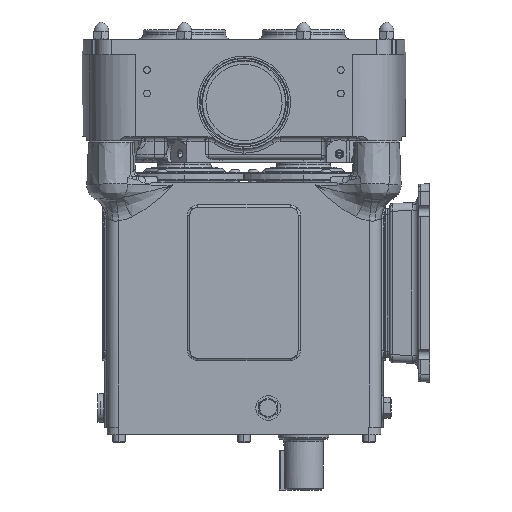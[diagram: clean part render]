
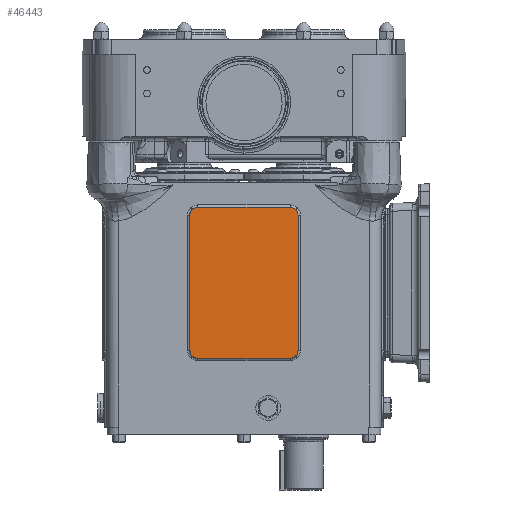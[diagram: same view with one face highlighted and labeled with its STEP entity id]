
A CAD part, left-side view. The second image highlights one B-rep face of the part: STEP entity #46443.
In plain terms, the highlighted planar face has unit normal (-1, 0, 0).
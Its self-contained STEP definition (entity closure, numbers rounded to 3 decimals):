
#420 = ORIENTED_EDGE ( 'NONE', *, *, #39437, .T. ) ;
#1345 = CARTESIAN_POINT ( 'NONE',  ( -98., -59.181, -327.492 ) ) ;
#3136 = VERTEX_POINT ( 'NONE', #60144 ) ;
#4281 = VERTEX_POINT ( 'NONE', #40169 ) ;
#5397 = VERTEX_POINT ( 'NONE', #48988 ) ;
#6163 = VERTEX_POINT ( 'NONE', #12517 ) ;
#7156 = EDGE_LOOP ( 'NONE', ( #53928, #21178, #40564, #48985, #420, #8341, #50326, #23787 ) ) ;
#7884 = LINE ( 'NONE', #32658, #60843 ) ;
#8132 = DIRECTION ( 'NONE',  ( 0., 0., -1. ) ) ;
#8341 = ORIENTED_EDGE ( 'NONE', *, *, #61278, .F. ) ;
#8575 = CARTESIAN_POINT ( 'NONE',  ( -98., 69., -134.143 ) ) ;
#8885 = VECTOR ( 'NONE', #18478, 1000. ) ;
#11936 = CARTESIAN_POINT ( 'NONE',  ( -98., -69.175, -317.498 ) ) ;
#12517 = CARTESIAN_POINT ( 'NONE',  ( -98., 59.181, -134.143 ) ) ;
#12640 = CARTESIAN_POINT ( 'NONE',  ( -98., 69.175, -317.498 ) ) ;
#15635 = CARTESIAN_POINT ( 'NONE',  ( -98., 69.175, -317.498 ) ) ;
#15938 = CARTESIAN_POINT ( 'NONE',  ( -98., -69.175, -323.354 ) ) ;
#16125 = CARTESIAN_POINT ( 'NONE',  ( -98., 59.181, -134.143 ) ) ;
#18478 = DIRECTION ( 'NONE',  ( 0., -1., 0. ) ) ;
#20065 = CARTESIAN_POINT ( 'NONE',  ( -98., -69.175, -317.498 ) ) ;
#20295 = CARTESIAN_POINT ( 'NONE',  ( -98., -65.036, -327.492 ) ) ;
#20662 = EDGE_CURVE ( 'NONE', #29189, #51804, #46386, .T. ) ;
#20861 = CARTESIAN_POINT ( 'NONE',  ( -98., 69.175, -144.137 ) ) ;
#21178 = ORIENTED_EDGE ( 'NONE', *, *, #20662, .F. ) ;
#22177 = DIRECTION ( 'NONE',  ( 0., 1., 0. ) ) ;
#23787 = ORIENTED_EDGE ( 'NONE', *, *, #35499, .F. ) ;
#25804 = LINE ( 'NONE', #35748, #33655 ) ;
#27245 = FACE_OUTER_BOUND ( 'NONE', #7156, .T. ) ;
#29189 = VERTEX_POINT ( 'NONE', #12640 ) ;
#30521 = CARTESIAN_POINT ( 'NONE',  ( -98., -69.175, -138.281 ) ) ;
#30985 = CARTESIAN_POINT ( 'NONE',  ( -98., 90., -415.5 ) ) ;
#31323 = CARTESIAN_POINT ( 'NONE',  ( -98., 69.175, -144.137 ) ) ;
#31455 = CARTESIAN_POINT ( 'NONE',  ( -98., -65.036, -134.143 ) ) ;
#32298 = EDGE_CURVE ( 'NONE', #29189, #5397, #60245, .T. ) ;
#32428 = EDGE_CURVE ( 'NONE', #3136, #5397, #7884, .T. ) ;
#32520 =( BOUNDED_CURVE ( )  B_SPLINE_CURVE ( 3, ( #16125, #35041, #53918, #31323 ),
 .UNSPECIFIED., .F., .F. ) 
 B_SPLINE_CURVE_WITH_KNOTS ( ( 4, 4 ),
 ( 5.498, 7.068 ),
 .UNSPECIFIED. ) 
 CURVE ( )  GEOMETRIC_REPRESENTATION_ITEM ( )  RATIONAL_B_SPLINE_CURVE ( ( 1., 0.805, 0.805, 1. ) ) 
 REPRESENTATION_ITEM ( '' )  );
#32658 = CARTESIAN_POINT ( 'NONE',  ( -98., 69., -327.492 ) ) ;
#33655 = VECTOR ( 'NONE', #8132, 1000. ) ;
#34555 = CARTESIAN_POINT ( 'NONE',  ( -98., 69.175, -323.354 ) ) ;
#35041 = CARTESIAN_POINT ( 'NONE',  ( -98., 65.036, -134.143 ) ) ;
#35326 = VERTEX_POINT ( 'NONE', #20065 ) ;
#35499 = EDGE_CURVE ( 'NONE', #6163, #4281, #55367, .T. ) ;
#35637 = DIRECTION ( 'NONE',  ( 1., 0., 0. ) ) ;
#35748 = CARTESIAN_POINT ( 'NONE',  ( -98., -69.175, -327.317 ) ) ;
#35803 = CARTESIAN_POINT ( 'NONE',  ( -98., -69.175, -144.137 ) ) ;
#36536 = DIRECTION ( 'NONE',  ( 0., 0., -1. ) ) ;
#36576 =( BOUNDED_CURVE ( )  B_SPLINE_CURVE ( 3, ( #1345, #20295, #15938, #11936 ),
 .UNSPECIFIED., .F., .F. ) 
 B_SPLINE_CURVE_WITH_KNOTS ( ( 4, 4 ),
 ( 5.498, 7.068 ),
 .UNSPECIFIED. ) 
 CURVE ( )  GEOMETRIC_REPRESENTATION_ITEM ( )  RATIONAL_B_SPLINE_CURVE ( ( 1., 0.805, 0.805, 1. ) ) 
 REPRESENTATION_ITEM ( '' )  );
#36946 =( BOUNDED_CURVE ( )  B_SPLINE_CURVE ( 3, ( #35803, #30521, #31455, #40742 ),
 .UNSPECIFIED., .F., .T. ) 
 B_SPLINE_CURVE_WITH_KNOTS ( ( 4, 4 ),
 ( 5.498, 7.068 ),
 .UNSPECIFIED. ) 
 CURVE ( )  GEOMETRIC_REPRESENTATION_ITEM ( )  RATIONAL_B_SPLINE_CURVE ( ( 1., 0.805, 0.805, 1. ) ) 
 REPRESENTATION_ITEM ( '' )  );
#38249 = CARTESIAN_POINT ( 'NONE',  ( -98., -69.175, -144.137 ) ) ;
#39437 = EDGE_CURVE ( 'NONE', #3136, #35326, #36576, .T. ) ;
#40169 = CARTESIAN_POINT ( 'NONE',  ( -98., -59.181, -134.143 ) ) ;
#40564 = ORIENTED_EDGE ( 'NONE', *, *, #32298, .T. ) ;
#40623 = EDGE_CURVE ( 'NONE', #47575, #4281, #36946, .T. ) ;
#40742 = CARTESIAN_POINT ( 'NONE',  ( -98., -59.181, -134.143 ) ) ;
#46386 = LINE ( 'NONE', #47298, #57739 ) ;
#46443 = ADVANCED_FACE ( 'NONE', ( #27245 ), #55126, .F. ) ;
#47298 = CARTESIAN_POINT ( 'NONE',  ( -98., 69.175, -327.317 ) ) ;
#47575 = VERTEX_POINT ( 'NONE', #38249 ) ;
#48985 = ORIENTED_EDGE ( 'NONE', *, *, #32428, .F. ) ;
#48988 = CARTESIAN_POINT ( 'NONE',  ( -98., 59.181, -327.492 ) ) ;
#50139 = AXIS2_PLACEMENT_3D ( 'NONE', #30985, #35637, #36536 ) ;
#50326 = ORIENTED_EDGE ( 'NONE', *, *, #40623, .T. ) ;
#51022 = DIRECTION ( 'NONE',  ( 0., 0., 1. ) ) ;
#51804 = VERTEX_POINT ( 'NONE', #20861 ) ;
#53918 = CARTESIAN_POINT ( 'NONE',  ( -98., 69.175, -138.281 ) ) ;
#53928 = ORIENTED_EDGE ( 'NONE', *, *, #57591, .T. ) ;
#55126 = PLANE ( 'NONE',  #50139 ) ;
#55367 = LINE ( 'NONE', #8575, #8885 ) ;
#57591 = EDGE_CURVE ( 'NONE', #6163, #51804, #32520, .T. ) ;
#57739 = VECTOR ( 'NONE', #51022, 1000. ) ;
#58692 = CARTESIAN_POINT ( 'NONE',  ( -98., 65.036, -327.492 ) ) ;
#58993 = CARTESIAN_POINT ( 'NONE',  ( -98., 59.181, -327.492 ) ) ;
#60144 = CARTESIAN_POINT ( 'NONE',  ( -98., -59.181, -327.492 ) ) ;
#60245 =( BOUNDED_CURVE ( )  B_SPLINE_CURVE ( 3, ( #15635, #34555, #58692, #58993 ),
 .UNSPECIFIED., .F., .T. ) 
 B_SPLINE_CURVE_WITH_KNOTS ( ( 4, 4 ),
 ( 5.498, 7.068 ),
 .UNSPECIFIED. ) 
 CURVE ( )  GEOMETRIC_REPRESENTATION_ITEM ( )  RATIONAL_B_SPLINE_CURVE ( ( 1., 0.805, 0.805, 1. ) ) 
 REPRESENTATION_ITEM ( '' )  );
#60843 = VECTOR ( 'NONE', #22177, 1000. ) ;
#61278 = EDGE_CURVE ( 'NONE', #47575, #35326, #25804, .T. ) ;
